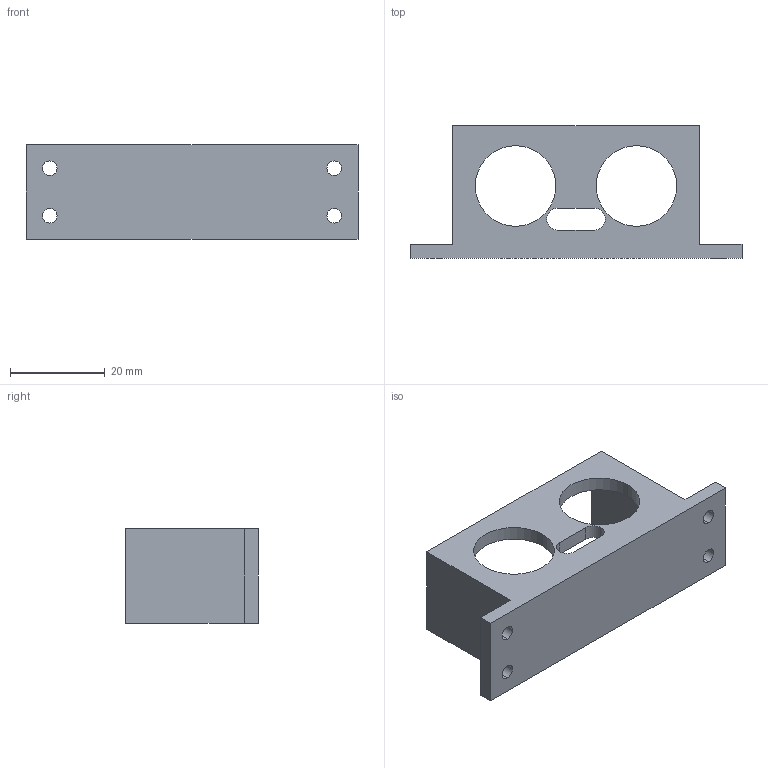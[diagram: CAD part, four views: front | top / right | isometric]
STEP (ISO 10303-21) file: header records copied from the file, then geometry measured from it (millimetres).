
FILE_DESCRIPTION (( 'STEP AP214' ), '1' );
FILE_NAME ('ultrasonic_bracket .STEP', '2022-11-02T23:39:58', ( '' ), ( '' ), 'SwSTEP 2.0', 'SolidWorks 2021', '' );
FILE_SCHEMA (( 'AUTOMOTIVE_DESIGN' ));
Length unit declared in the file: millimetre
Products named in the file (1): ultrasonic_bracket 
Bounding box: 70 x 28 x 20 mm (x, y, z)
Volume: 9040.1 mm3; surface area: 7244.2 mm2
Topology: 1 solids, 1 shells, 31 faces, 87 edges, 58 vertices
Faces by surface type: plane 16, cylinder 15
Entity records: 1073 total; most frequent: DIRECTION 181, CARTESIAN_POINT 177, ORIENTED_EDGE 174, EDGE_CURVE 87, AXIS2_PLACEMENT_3D 62, VERTEX_POINT 58, LINE 57, VECTOR 57
